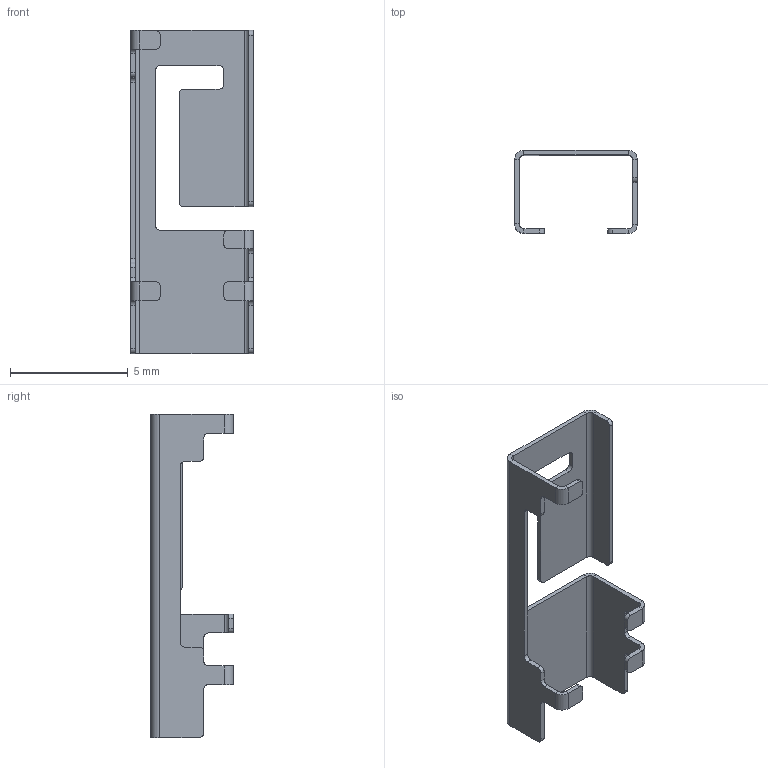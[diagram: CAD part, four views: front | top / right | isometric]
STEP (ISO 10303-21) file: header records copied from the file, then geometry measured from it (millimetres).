
FILE_DESCRIPTION (( 'STEP AP214' ), '1' );
FILE_NAME ('PRO-OB-440.STEP', '2023-03-31T20:51:40', ( '' ), ( '' ), 'SwSTEP 2.0', 'SolidWorks 2021', '' );
FILE_SCHEMA (( 'AUTOMOTIVE_DESIGN' ));
Length unit declared in the file: millimetre
Products named in the file (1): PRO-OB-440
Bounding box: 5.23 x 3.53 x 13.75 mm (x, y, z)
Volume: 20.7 mm3; surface area: 225.3 mm2
Topology: 1 solids, 1 shells, 296 faces, 763 edges, 490 vertices
Faces by surface type: plane 200, bspline 54, cylinder 42
Entity records: 11797 total; most frequent: CARTESIAN_POINT 4868, ORIENTED_EDGE 1526, DIRECTION 1225, EDGE_CURVE 763, LINE 571, VECTOR 571, VERTEX_POINT 490, AXIS2_PLACEMENT_3D 327
